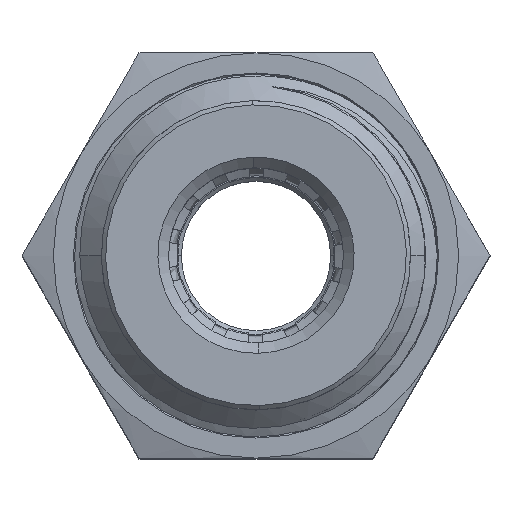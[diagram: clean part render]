
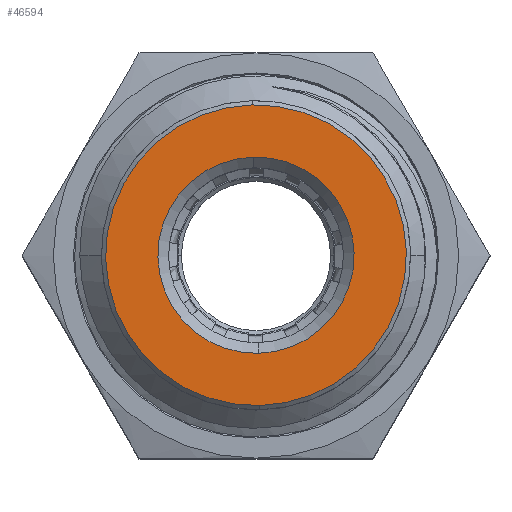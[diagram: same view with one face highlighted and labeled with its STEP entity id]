
A CAD part, top view. The second image highlights one B-rep face of the part: STEP entity #46594.
In plain terms, the highlighted planar face has unit normal (0, 0, 1).
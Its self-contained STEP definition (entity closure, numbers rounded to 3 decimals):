
#1092 = CIRCLE ( 'NONE', #25224, 7.05 ) ;
#2270 = CARTESIAN_POINT ( 'NONE',  ( -0.11, 4.599, 3.6 ) ) ;
#2428 = CARTESIAN_POINT ( 'NONE',  ( 0., 0., 3.6 ) ) ;
#3432 = DIRECTION ( 'NONE',  ( 0.024, -1., 0. ) ) ;
#4070 = ORIENTED_EDGE ( 'NONE', *, *, #33400, .T. ) ;
#4886 = CARTESIAN_POINT ( 'NONE',  ( 0., 0., 3.6 ) ) ;
#6140 = ORIENTED_EDGE ( 'NONE', *, *, #6991, .T. ) ;
#6463 = DIRECTION ( 'NONE',  ( 0.024, -1., 0. ) ) ;
#6991 = EDGE_CURVE ( 'NONE', #32811, #10467, #30867, .T. ) ;
#8974 = AXIS2_PLACEMENT_3D ( 'NONE', #4886, #27470, #3432 ) ;
#10467 = VERTEX_POINT ( 'NONE', #17898 ) ;
#10510 = DIRECTION ( 'NONE',  ( 0., 0., -1. ) ) ;
#13631 = DIRECTION ( 'NONE',  ( 0., 0., 1. ) ) ;
#17898 = CARTESIAN_POINT ( 'NONE',  ( 0.11, -4.599, 3.6 ) ) ;
#20556 = DIRECTION ( 'NONE',  ( 0., 0., 1. ) ) ;
#25224 = AXIS2_PLACEMENT_3D ( 'NONE', #44537, #20556, #48558 ) ;
#26601 = VERTEX_POINT ( 'NONE', #27861 ) ;
#27470 = DIRECTION ( 'NONE',  ( 0., 0., -1. ) ) ;
#27840 = CIRCLE ( 'NONE', #30664, 7.05 ) ;
#27861 = CARTESIAN_POINT ( 'NONE',  ( -0.169, 7.048, 3.6 ) ) ;
#27892 = ORIENTED_EDGE ( 'NONE', *, *, #50448, .T. ) ;
#30484 = DIRECTION ( 'NONE',  ( 0., 0., 1. ) ) ;
#30664 = AXIS2_PLACEMENT_3D ( 'NONE', #37657, #13631, #41652 ) ;
#30867 = CIRCLE ( 'NONE', #8974, 4.6 ) ;
#32009 = EDGE_CURVE ( 'NONE', #48822, #26601, #1092, .T. ) ;
#32216 = FACE_OUTER_BOUND ( 'NONE', #46576, .T. ) ;
#32811 = VERTEX_POINT ( 'NONE', #2270 ) ;
#33400 = EDGE_CURVE ( 'NONE', #26601, #48822, #27840, .T. ) ;
#34551 = CARTESIAN_POINT ( 'NONE',  ( 0., 0., 3.6 ) ) ;
#36308 = ORIENTED_EDGE ( 'NONE', *, *, #32009, .T. ) ;
#37657 = CARTESIAN_POINT ( 'NONE',  ( 0., 0., 3.6 ) ) ;
#38395 = PLANE ( 'NONE',  #42156 ) ;
#38586 = DIRECTION ( 'NONE',  ( 0.024, -1., 0. ) ) ;
#38751 = EDGE_LOOP ( 'NONE', ( #27892, #6140 ) ) ;
#39760 = CARTESIAN_POINT ( 'NONE',  ( 0.169, -7.048, 3.6 ) ) ;
#41652 = DIRECTION ( 'NONE',  ( -0.024, 1., 0. ) ) ;
#42156 = AXIS2_PLACEMENT_3D ( 'NONE', #2428, #30484, #6463 ) ;
#42874 = FACE_BOUND ( 'NONE', #38751, .T. ) ;
#44537 = CARTESIAN_POINT ( 'NONE',  ( 0., 0., 3.6 ) ) ;
#46576 = EDGE_LOOP ( 'NONE', ( #4070, #36308 ) ) ;
#46594 = ADVANCED_FACE ( 'NONE', ( #42874, #32216 ), #38395, .T. ) ;
#48014 = AXIS2_PLACEMENT_3D ( 'NONE', #34551, #10510, #38586 ) ;
#48558 = DIRECTION ( 'NONE',  ( -0.024, 1., 0. ) ) ;
#48822 = VERTEX_POINT ( 'NONE', #39760 ) ;
#50448 = EDGE_CURVE ( 'NONE', #10467, #32811, #50564, .T. ) ;
#50564 = CIRCLE ( 'NONE', #48014, 4.6 ) ;
